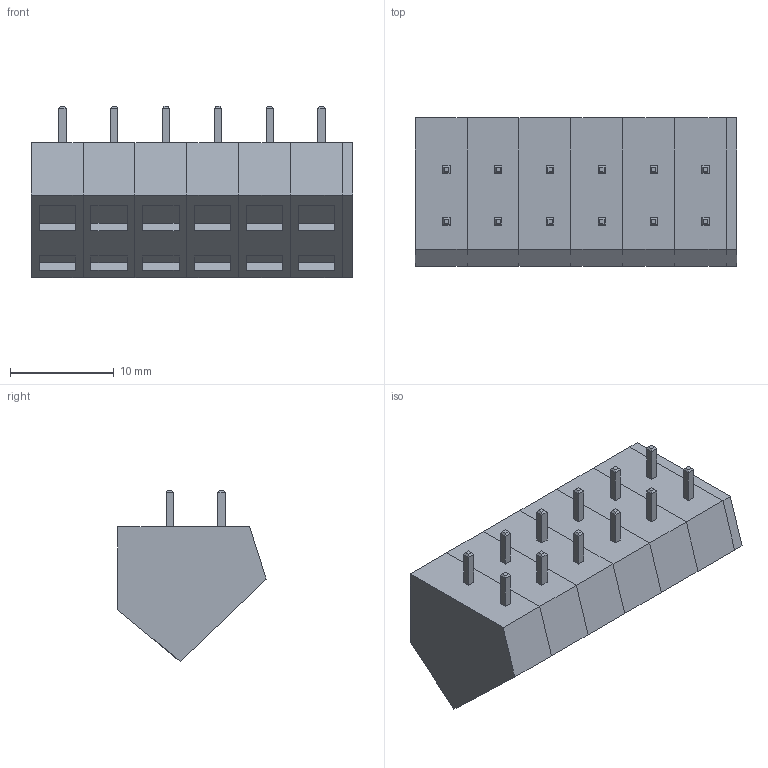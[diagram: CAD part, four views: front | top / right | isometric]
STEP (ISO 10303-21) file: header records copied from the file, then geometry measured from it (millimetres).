
FILE_DESCRIPTION (( 'STEP AP214' ), '1' );
FILE_NAME ('8191 FK6.STEP', '2022-02-24T06:21:13', ( '' ), ( '' ), 'SwSTEP 2.0', 'SolidWorks 2019', '' );
FILE_SCHEMA (( 'AUTOMOTIVE_DESIGN' ));
Length unit declared in the file: millimetre
Products named in the file (3): 8191; 8181; 8191 FK6
Assembly tree (7 placements, depth 2):
  8191 FK6
    8181
    8191  x6
Bounding box: 31 x 14.3 x 16.5 mm (x, y, z)
Volume: 4008.5 mm3; surface area: 3619.5 mm2
Topology: 7 solids, 7 shells, 247 faces, 561 edges, 358 vertices
Faces by surface type: plane 247
Entity records: 1657 total; most frequent: CARTESIAN_POINT 231, DIRECTION 220, ORIENTED_EDGE 212, EDGE_CURVE 106, LINE 106, VECTOR 106, VERTEX_POINT 68, AXIS2_PLACEMENT_3D 57
